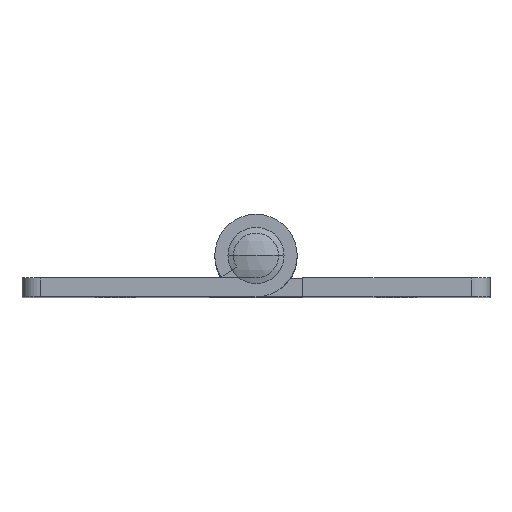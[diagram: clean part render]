
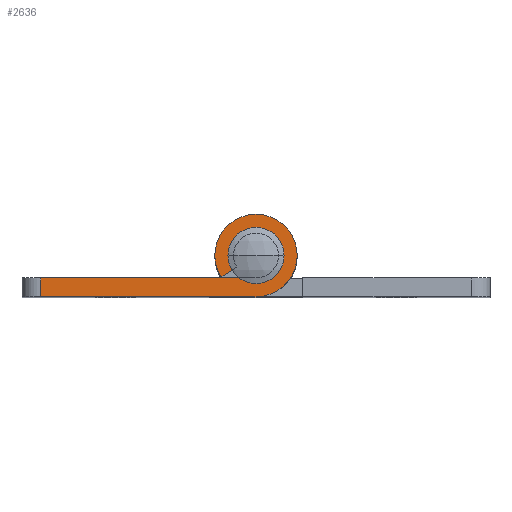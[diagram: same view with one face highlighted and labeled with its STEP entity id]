
A CAD part, top view. The second image highlights one B-rep face of the part: STEP entity #2636.
In plain terms, the highlighted planar face has unit normal (0, 0, 1).
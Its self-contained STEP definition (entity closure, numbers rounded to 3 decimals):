
#12 = VERTEX_POINT ( 'NONE', #1873 ) ;
#23 = VECTOR ( 'NONE', #1207, 1000. ) ;
#60 = ORIENTED_EDGE ( 'NONE', *, *, #2953, .T. ) ;
#93 = EDGE_CURVE ( 'NONE', #251, #1221, #1957, .T. ) ;
#156 = CIRCLE ( 'NONE', #864, 2.4 ) ;
#172 = CARTESIAN_POINT ( 'NONE',  ( -3.751, -2.3, 32.5 ) ) ;
#211 = CARTESIAN_POINT ( 'NONE',  ( 2.4, 0., 32.5 ) ) ;
#225 = PLANE ( 'NONE',  #1826 ) ;
#230 = DIRECTION ( 'NONE',  ( 1., 0., 0. ) ) ;
#251 = VERTEX_POINT ( 'NONE', #802 ) ;
#283 = EDGE_CURVE ( 'NONE', #2641, #387, #3016, .T. ) ;
#354 = CARTESIAN_POINT ( 'NONE',  ( -25., -2.4, 32.5 ) ) ;
#374 = VERTEX_POINT ( 'NONE', #793 ) ;
#386 = LINE ( 'NONE', #1112, #900 ) ;
#387 = VERTEX_POINT ( 'NONE', #2492 ) ;
#413 = DIRECTION ( 'NONE',  ( 1., 0., 0. ) ) ;
#418 = CARTESIAN_POINT ( 'NONE',  ( 0., 0., 32.5 ) ) ;
#420 = DIRECTION ( 'NONE',  ( 0., 0., -1. ) ) ;
#473 = DIRECTION ( 'NONE',  ( 0., 0., 1. ) ) ;
#485 = EDGE_CURVE ( 'NONE', #12, #971, #2833, .T. ) ;
#552 = VERTEX_POINT ( 'NONE', #3024 ) ;
#590 = ORIENTED_EDGE ( 'NONE', *, *, #1414, .T. ) ;
#615 = CIRCLE ( 'NONE', #2477, 4.4 ) ;
#693 = DIRECTION ( 'NONE',  ( 1., 0., 0. ) ) ;
#714 = CARTESIAN_POINT ( 'NONE',  ( 0., 0., 32.5 ) ) ;
#784 = ORIENTED_EDGE ( 'NONE', *, *, #1115, .T. ) ;
#793 = CARTESIAN_POINT ( 'NONE',  ( -2.046, -1.255, 32.5 ) ) ;
#802 = CARTESIAN_POINT ( 'NONE',  ( -23., -2.4, 32.5 ) ) ;
#864 = AXIS2_PLACEMENT_3D ( 'NONE', #2594, #2844, #2601 ) ;
#900 = VECTOR ( 'NONE', #413, 1000. ) ;
#907 = CARTESIAN_POINT ( 'NONE',  ( 0., 0., 32.5 ) ) ;
#971 = VERTEX_POINT ( 'NONE', #2199 ) ;
#983 = DIRECTION ( 'NONE',  ( 0., 0., -1. ) ) ;
#1062 = LINE ( 'NONE', #354, #2274 ) ;
#1106 = DIRECTION ( 'NONE',  ( 1., 0., 0. ) ) ;
#1108 = ORIENTED_EDGE ( 'NONE', *, *, #1906, .T. ) ;
#1112 = CARTESIAN_POINT ( 'NONE',  ( 0., -4.4, 32.5 ) ) ;
#1115 = EDGE_CURVE ( 'NONE', #2656, #374, #1707, .T. ) ;
#1118 = EDGE_LOOP ( 'NONE', ( #1108, #2726, #1193, #2755, #60, #1982, #784, #590, #1486, #2519 ) ) ;
#1136 = DIRECTION ( 'NONE',  ( 1., 0., 0. ) ) ;
#1193 = ORIENTED_EDGE ( 'NONE', *, *, #1304, .T. ) ;
#1207 = DIRECTION ( 'NONE',  ( 0., -1., 0. ) ) ;
#1221 = VERTEX_POINT ( 'NONE', #2066 ) ;
#1301 = DIRECTION ( 'NONE',  ( 0., 0., 1. ) ) ;
#1304 = EDGE_CURVE ( 'NONE', #1221, #12, #386, .T. ) ;
#1353 = CIRCLE ( 'NONE', #1843, 2.4 ) ;
#1367 = CARTESIAN_POINT ( 'NONE',  ( 0., 0., 32.5 ) ) ;
#1414 = EDGE_CURVE ( 'NONE', #374, #2062, #156, .T. ) ;
#1486 = ORIENTED_EDGE ( 'NONE', *, *, #1838, .T. ) ;
#1521 = CARTESIAN_POINT ( 'NONE',  ( -2.046, -1.255, 32.5 ) ) ;
#1606 = DIRECTION ( 'NONE',  ( -1., 0., 0. ) ) ;
#1685 = DIRECTION ( 'NONE',  ( 1., 0., 0. ) ) ;
#1707 = LINE ( 'NONE', #1521, #1755 ) ;
#1755 = VECTOR ( 'NONE', #1813, 1000. ) ;
#1813 = DIRECTION ( 'NONE',  ( 0.852, 0.523, 0. ) ) ;
#1820 = FACE_OUTER_BOUND ( 'NONE', #1118, .T. ) ;
#1826 = AXIS2_PLACEMENT_3D ( 'NONE', #714, #473, #693 ) ;
#1838 = EDGE_CURVE ( 'NONE', #2062, #2641, #1353, .T. ) ;
#1843 = AXIS2_PLACEMENT_3D ( 'NONE', #907, #420, #1136 ) ;
#1871 = DIRECTION ( 'NONE',  ( 0., 0., 1. ) ) ;
#1873 = CARTESIAN_POINT ( 'NONE',  ( 0., -4.4, 32.5 ) ) ;
#1906 = EDGE_CURVE ( 'NONE', #387, #251, #1062, .T. ) ;
#1917 = EDGE_CURVE ( 'NONE', #552, #2656, #615, .T. ) ;
#1957 = LINE ( 'NONE', #2404, #23 ) ;
#1982 = ORIENTED_EDGE ( 'NONE', *, *, #1917, .T. ) ;
#2062 = VERTEX_POINT ( 'NONE', #2390 ) ;
#2066 = CARTESIAN_POINT ( 'NONE',  ( -23., -4.4, 32.5 ) ) ;
#2103 = DIRECTION ( 'NONE',  ( 0., 0., 1. ) ) ;
#2199 = CARTESIAN_POINT ( 'NONE',  ( 4.4, 0., 32.5 ) ) ;
#2274 = VECTOR ( 'NONE', #1606, 1000. ) ;
#2342 = AXIS2_PLACEMENT_3D ( 'NONE', #1367, #1871, #230 ) ;
#2378 = AXIS2_PLACEMENT_3D ( 'NONE', #2396, #983, #1685 ) ;
#2390 = CARTESIAN_POINT ( 'NONE',  ( -2.4, 0., 32.5 ) ) ;
#2396 = CARTESIAN_POINT ( 'NONE',  ( 0., 0., 32.5 ) ) ;
#2404 = CARTESIAN_POINT ( 'NONE',  ( -23., -4.4, 32.5 ) ) ;
#2477 = AXIS2_PLACEMENT_3D ( 'NONE', #2732, #1301, #2965 ) ;
#2492 = CARTESIAN_POINT ( 'NONE',  ( 0., -2.4, 32.5 ) ) ;
#2514 = AXIS2_PLACEMENT_3D ( 'NONE', #418, #2103, #1106 ) ;
#2519 = ORIENTED_EDGE ( 'NONE', *, *, #283, .T. ) ;
#2594 = CARTESIAN_POINT ( 'NONE',  ( 0., 0., 32.5 ) ) ;
#2601 = DIRECTION ( 'NONE',  ( 1., 0., 0. ) ) ;
#2636 = ADVANCED_FACE ( 'NONE', ( #1820 ), #225, .T. ) ;
#2641 = VERTEX_POINT ( 'NONE', #211 ) ;
#2656 = VERTEX_POINT ( 'NONE', #172 ) ;
#2726 = ORIENTED_EDGE ( 'NONE', *, *, #93, .T. ) ;
#2732 = CARTESIAN_POINT ( 'NONE',  ( 0., 0., 32.5 ) ) ;
#2736 = CIRCLE ( 'NONE', #2342, 4.4 ) ;
#2755 = ORIENTED_EDGE ( 'NONE', *, *, #485, .T. ) ;
#2833 = CIRCLE ( 'NONE', #2514, 4.4 ) ;
#2844 = DIRECTION ( 'NONE',  ( 0., 0., -1. ) ) ;
#2953 = EDGE_CURVE ( 'NONE', #971, #552, #2736, .T. ) ;
#2965 = DIRECTION ( 'NONE',  ( 1., 0., 0. ) ) ;
#3016 = CIRCLE ( 'NONE', #2378, 2.4 ) ;
#3024 = CARTESIAN_POINT ( 'NONE',  ( -4.4, 0., 32.5 ) ) ;
